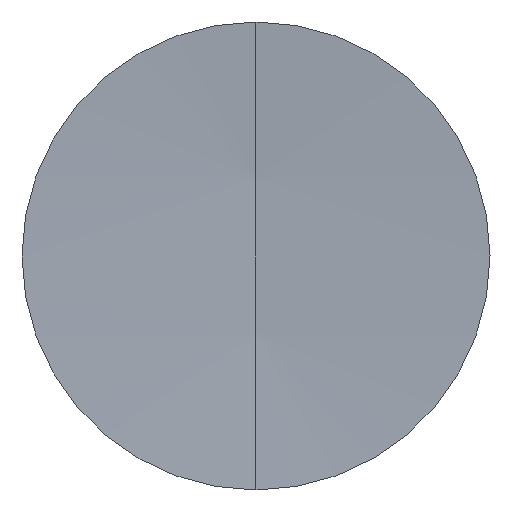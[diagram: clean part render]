
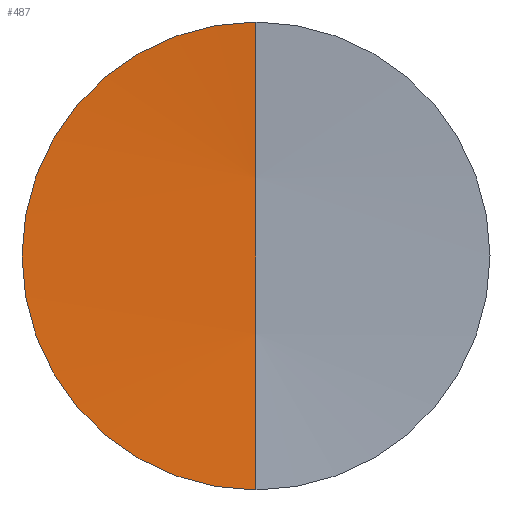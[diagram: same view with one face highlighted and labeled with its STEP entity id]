
A CAD part, left-side view. The second image highlights one B-rep face of the part: STEP entity #487.
In plain terms, the highlighted spherical face has radius 32.562 mm.
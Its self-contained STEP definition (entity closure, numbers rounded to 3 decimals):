
#487=ADVANCED_FACE('NONE',(#488),#508,.F.);
#488=FACE_BOUND('NONE',#489,.T.);
#489=EDGE_LOOP('',(#490,#501));
#490=ORIENTED_EDGE('',*,*,#491,.T.);
#491=EDGE_CURVE('NONE',#492,#494,#496,.T.);
#492=VERTEX_POINT('NONE',#493);
#493=CARTESIAN_POINT('',(-9.85,0.,2.55));
#494=VERTEX_POINT('NONE',#495);
#495=CARTESIAN_POINT('',(-9.85,0.0,-2.55));
#496=CIRCLE('',#497,2.55);
#497=AXIS2_PLACEMENT_3D('',#498,#499,#500);
#498=CARTESIAN_POINT('',(-9.85,0.0,0.0));
#499=DIRECTION('',(-1.0,0.0,0.0));
#500=DIRECTION('',(0.0,0.0,1.0));
#501=ORIENTED_EDGE('',*,*,#502,.T.);
#502=EDGE_CURVE('NONE',#494,#492,#503,.T.);
#503=CIRCLE('',#504,32.563);
#504=AXIS2_PLACEMENT_3D('',#505,#506,#507);
#505=CARTESIAN_POINT('',(-42.313,0.0,0.0));
#506=DIRECTION('',(0.0,-1.0,0.0));
#507=DIRECTION('',(0.0,0.0,-1.0));
#508=SPHERICAL_SURFACE('',#509,32.563);
#509=AXIS2_PLACEMENT_3D('',#510,#511,#512);
#510=CARTESIAN_POINT('',(-42.313,0.0,0.0));
#511=DIRECTION('',(0.0,1.0,0.0));
#512=DIRECTION('',(1.0,0.0,0.0));
